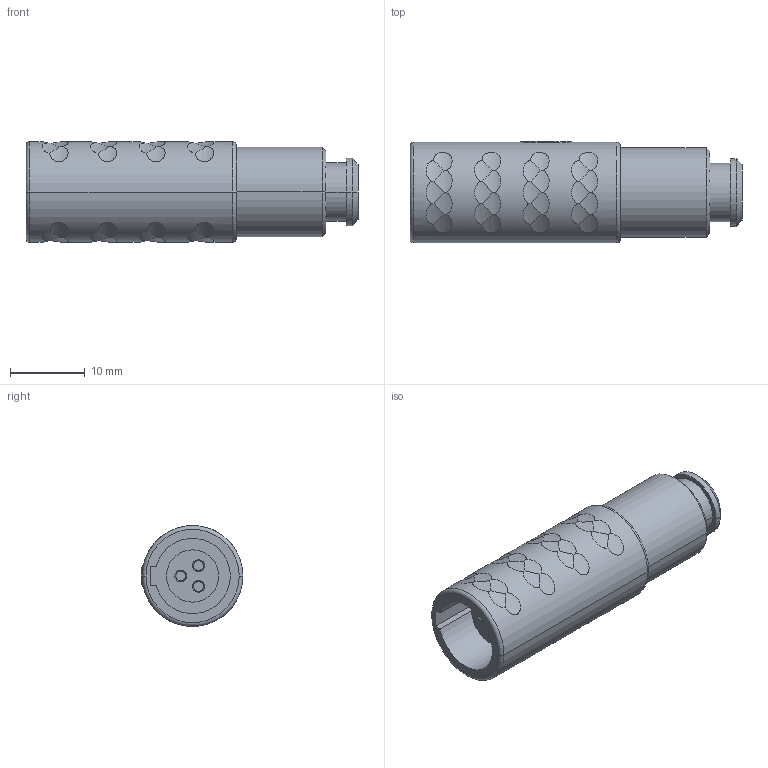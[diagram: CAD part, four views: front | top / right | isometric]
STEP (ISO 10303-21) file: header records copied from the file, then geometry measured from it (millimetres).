
FILE_DESCRIPTION((''),'2;1');
FILE_NAME('K21M0_-P03L','2023-09-11T10:52:10',('RTrager'),(''),'CREO PARAMETRIC BY PTC INC, 2022014','CREO PARAMETRIC BY PTC INC, 2022014','');
FILE_SCHEMA(('AUTOMOTIVE_DESIGN { 1 0 10303 214 1 1 1 1 }'));
Length unit declared in the file: millimetre
Products named in the file (1): K21M0_-P03L
Bounding box: 44.5 x 13.65 x 13.5 mm (x, y, z)
Volume: 3801.7 mm3; surface area: 3465.8 mm2
Topology: 1 solids, 1 shells, 174 faces, 430 edges, 277 vertices
Faces by surface type: cylinder 99, plane 53, cone 10, torus 7, bspline 5
Entity records: 9692 total; most frequent: CARTESIAN_POINT 2380, ORIENTED_EDGE 860, DIRECTION 748, EDGE_CURVE 430, PROPERTY_DEFINITION 409, REPRESENTATION 408, PROPERTY_DEFINITION_REPRESENTATION 408, AXIS2_PLACEMENT_3D 300
